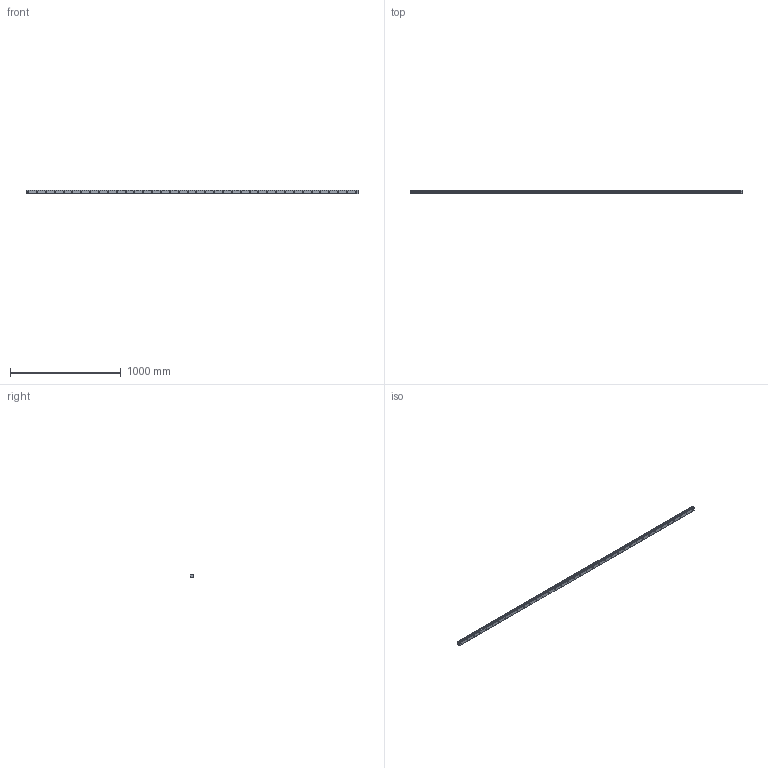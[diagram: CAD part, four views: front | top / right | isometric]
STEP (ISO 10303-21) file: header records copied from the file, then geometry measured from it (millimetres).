
FILE_DESCRIPTION (( 'STEP AP214' ), '1' );
FILE_NAME ('SSR35XTB1SS-3000L_G20_0_B-M6F_1444-55_0_0_0.STEP', '2021-06-30T10:00:19', ( '' ), ( '' ), 'SwSTEP 2.0', 'SolidWorks 2021', '' );
FILE_SCHEMA (( 'AUTOMOTIVE_DESIGN' ));
Length unit declared in the file: millimetre
Products named in the file (2): SSR35XTB1SS-3000L_G20_0_B-M6F_1444-55_0_0_0; _SSR35XTBY300020 Track
Assembly tree (1 placements, depth 2):
  SSR35XTB1SS-3000L_G20_0_B-M6F_1444-55_0_0_0
    _SSR35XTBY300020 Track
Bounding box: 3000 x 27.5 x 34 mm (x, y, z)
Volume: 2386615.1 mm3; surface area: 424995.5 mm2
Topology: 1 solids, 1 shells, 216 faces, 528 edges, 352 vertices
Faces by surface type: cylinder 160, plane 56
Entity records: 6750 total; most frequent: DIRECTION 1288, CARTESIAN_POINT 1100, ORIENTED_EDGE 1056, AXIS2_PLACEMENT_3D 540, EDGE_CURVE 528, VERTEX_POINT 352, EDGE_LOOP 330, CIRCLE 320
